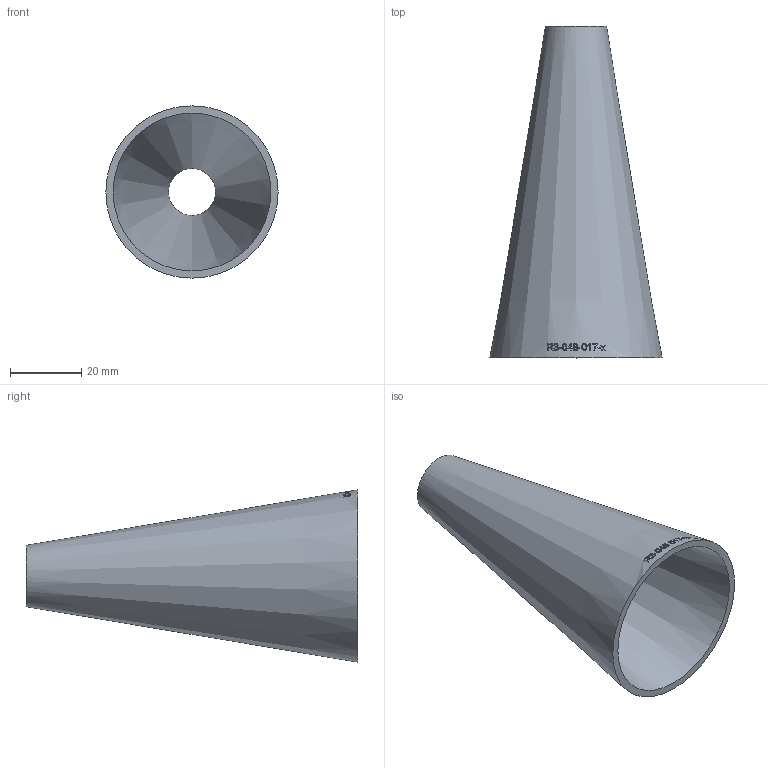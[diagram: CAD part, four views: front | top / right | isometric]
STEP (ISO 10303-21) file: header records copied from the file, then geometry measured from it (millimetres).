
FILE_DESCRIPTION (( 'STEP AP214' ), '1' );
FILE_NAME ('R3-048-017-x Reduzierung L=3(D-d) 2007.STEP', '2020-07-27T14:37:05', ( '' ), ( '' ), 'SwSTEP 2.0', 'SolidWorks 2019', '' );
FILE_SCHEMA (( 'AUTOMOTIVE_DESIGN' ));
Length unit declared in the file: millimetre
Products named in the file (1): R3-048-017-x Reduzierung L=3(D-d) 2007
Bounding box: 48.3 x 93 x 48.3 mm (x, y, z)
Volume: 18206.9 mm3; surface area: 18596.5 mm2
Topology: 1 solids, 1 shells, 150 faces, 390 edges, 260 vertices
Faces by surface type: bspline 128, cone 20, plane 2
Entity records: 14212 total; most frequent: CARTESIAN_POINT 10097, ORIENTED_EDGE 776, EDGE_CURVE 388, B_SPLINE_CURVE_WITH_KNOTS 384, VERTEX_POINT 260, EDGE_LOOP 172, ADVANCED_FACE 150, FACE_OUTER_BOUND 150
